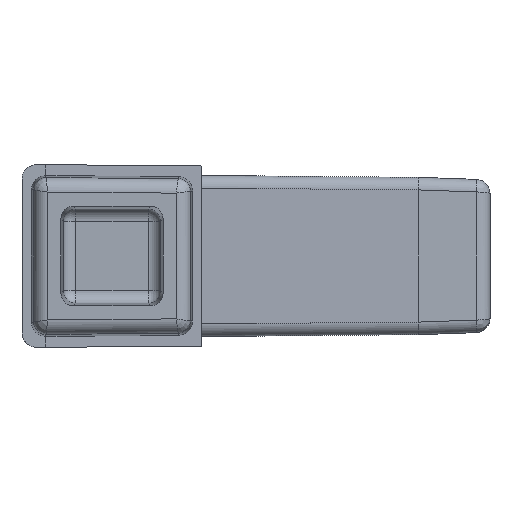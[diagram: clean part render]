
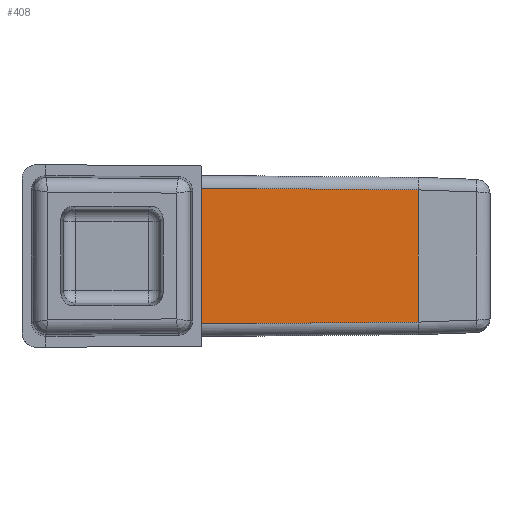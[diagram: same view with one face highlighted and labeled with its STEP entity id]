
A CAD part, left-side view. The second image highlights one B-rep face of the part: STEP entity #408.
In plain terms, the highlighted planar face has unit normal (-1, -0.009, 0).
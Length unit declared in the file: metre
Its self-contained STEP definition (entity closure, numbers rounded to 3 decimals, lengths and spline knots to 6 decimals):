
#408=ADVANCED_FACE('',(#827),#828,.T.);
#827=FACE_OUTER_BOUND('',#3522,.T.);
#828=PLANE('',#3523);
#3522=EDGE_LOOP('',(#4606,#4607,#4608,#4609));
#3523=AXIS2_PLACEMENT_3D('',#4610,#4611,#4612);
#4606=ORIENTED_EDGE('',*,*,#4814,.T.);
#4607=ORIENTED_EDGE('',*,*,#5176,.T.);
#4608=ORIENTED_EDGE('',*,*,#5169,.F.);
#4609=ORIENTED_EDGE('',*,*,#4783,.T.);
#4610=CARTESIAN_POINT('',(-0.011367,0.0,0.011367));
#4611=DIRECTION('',(-1.,-0.009,0.));
#4612=DIRECTION('',(-0.009,1.,0.0));
#4783=EDGE_CURVE('',#5279,#5280,#5281,.T.);
#4814=EDGE_CURVE('',#5280,#5334,#5336,.T.);
#5169=EDGE_CURVE('',#5279,#5814,#5815,.T.);
#5176=EDGE_CURVE('',#5334,#5814,#5822,.T.);
#5279=VERTEX_POINT('',#6041);
#5280=VERTEX_POINT('',#6042);
#5281=LINE('',#6043,#6044);
#5334=VERTEX_POINT('',#6192);
#5336=LINE('',#6204,#6205);
#5814=VERTEX_POINT('',#7714);
#5815=LINE('',#7715,#7716);
#5822=LINE('',#7734,#7735);
#6041=CARTESIAN_POINT('',(-0.011101,-0.03048,0.009323));
#6042=CARTESIAN_POINT('',(-0.011367,0.0,0.009589));
#6043=CARTESIAN_POINT('',(-0.011367,0.000016,0.009589));
#6044=VECTOR('',#7782,1.0);
#6192=CARTESIAN_POINT('',(-0.011367,0.0,-0.009589));
#6204=CARTESIAN_POINT('',(-0.011367,0.0,0.011367));
#6205=VECTOR('',#7804,1.0);
#7714=CARTESIAN_POINT('',(-0.011101,-0.03048,-0.009323));
#7715=CARTESIAN_POINT('',(-0.011101,-0.03048,0.));
#7716=VECTOR('',#8038,1.0);
#7734=CARTESIAN_POINT('',(-0.011365,-0.000183,-0.009587));
#7735=VECTOR('',#8040,1.0);
#7782=DIRECTION('',(-0.009,1.,0.009));
#7804=DIRECTION('',(0.,0.0,-1.0));
#8038=DIRECTION('',(0.,0.0,-1.0));
#8040=DIRECTION('',(0.009,-1.,0.009));
